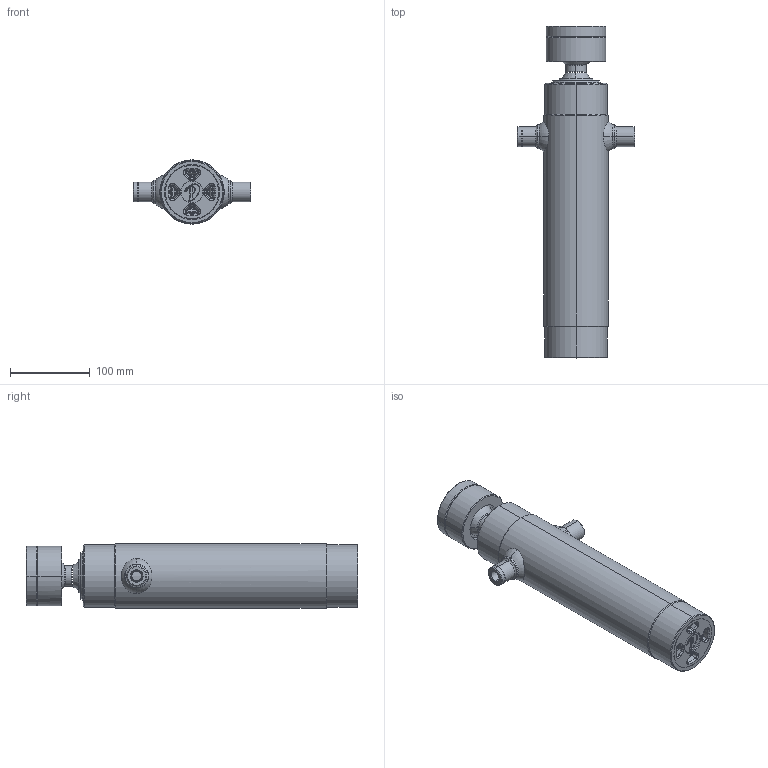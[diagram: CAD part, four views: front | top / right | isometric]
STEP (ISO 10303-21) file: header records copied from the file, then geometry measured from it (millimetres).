
FILE_DESCRIPTION (( 'STEP AP203' ), '1' );
FILE_NAME ('295.BGHR.STEP', '2014-10-06T12:42:08', ( '' ), ( '' ), 'SwSTEP 2.0', 'SolidWorks 2013', '' );
FILE_SCHEMA (( 'CONFIG_CONTROL_DESIGN' ));
Length unit declared in the file: millimetre
Products named in the file (1): 295.BGHR
Bounding box: 147.8 x 417 x 80.8 mm (x, y, z)
Surface area: 229883.9 mm2 (no closed solid volume)
Topology: 0 solids, 14 shells, 263 faces, 686 edges, 422 vertices
Faces by surface type: torus 77, cylinder 76, cone 73, plane 27, bspline 8, sphere 2
Entity records: 9623 total; most frequent: CARTESIAN_POINT 3120, DIRECTION 1528, ORIENTED_EDGE 1170, EDGE_CURVE 681, AXIS2_PLACEMENT_3D 658, VERTEX_POINT 419, CIRCLE 402, EDGE_LOOP 278
